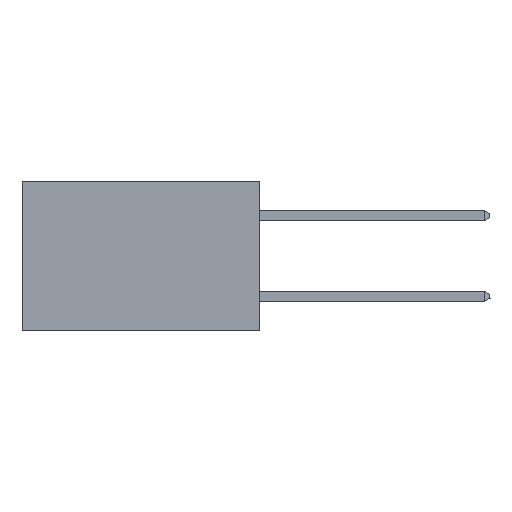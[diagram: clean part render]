
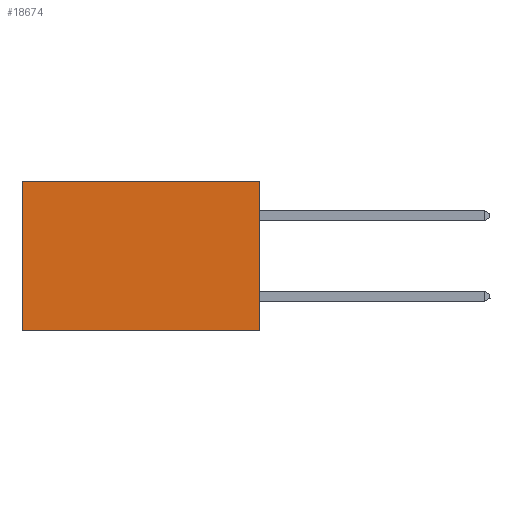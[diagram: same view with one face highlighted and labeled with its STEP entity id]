
A CAD part, left-side view. The second image highlights one B-rep face of the part: STEP entity #18674.
In plain terms, the highlighted planar face has unit normal (-1, 0, 0).
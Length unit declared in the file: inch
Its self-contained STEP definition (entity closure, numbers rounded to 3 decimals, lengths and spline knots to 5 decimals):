
#10 = FACE_OUTER_BOUND ( 'NONE', #2910, .T. ) ;
#1212 = VERTEX_POINT ( 'NONE', #18116 ) ;
#2910 = EDGE_LOOP ( 'NONE', ( #11696, #22605, #6892, #12406 ) ) ;
#2984 = VERTEX_POINT ( 'NONE', #23268 ) ;
#3262 = DIRECTION ( 'NONE',  ( 0., 1., 0. ) ) ;
#3293 = VERTEX_POINT ( 'NONE', #15482 ) ;
#3361 = AXIS2_PLACEMENT_3D ( 'NONE', #18953, #11409, #24564 ) ;
#3585 = EDGE_CURVE ( 'NONE', #2984, #1212, #19440, .T. ) ;
#3766 = DIRECTION ( 'NONE',  ( 0., 0., -1. ) ) ;
#4066 = DIRECTION ( 'NONE',  ( 0., 0., -1. ) ) ;
#5032 = CARTESIAN_POINT ( 'NONE',  ( 0.277, 0., -0.37 ) ) ;
#6892 = ORIENTED_EDGE ( 'NONE', *, *, #21807, .F. ) ;
#10998 = EDGE_CURVE ( 'NONE', #18452, #1212, #19696, .T. ) ;
#11409 = DIRECTION ( 'NONE',  ( 1., 0., 0. ) ) ;
#11540 = VECTOR ( 'NONE', #17446, 39.37008 ) ;
#11696 = ORIENTED_EDGE ( 'NONE', *, *, #3585, .T. ) ;
#12406 = ORIENTED_EDGE ( 'NONE', *, *, #22331, .T. ) ;
#12795 = CARTESIAN_POINT ( 'NONE',  ( 0.277, 0., -0.37 ) ) ;
#14392 = VECTOR ( 'NONE', #4066, 39.37008 ) ;
#15482 = CARTESIAN_POINT ( 'NONE',  ( 0.277, 0., 0. ) ) ;
#15534 = CARTESIAN_POINT ( 'NONE',  ( 0.277, 0., 0. ) ) ;
#17118 = CARTESIAN_POINT ( 'NONE',  ( 0.277, 0., -0.37 ) ) ;
#17446 = DIRECTION ( 'NONE',  ( 0., 1., 0. ) ) ;
#18116 = CARTESIAN_POINT ( 'NONE',  ( 0.277, 0.59, -0.37 ) ) ;
#18381 = VECTOR ( 'NONE', #3766, 39.37008 ) ;
#18452 = VERTEX_POINT ( 'NONE', #5032 ) ;
#18674 = ADVANCED_FACE ( 'NONE', ( #10 ), #22660, .F. ) ;
#18953 = CARTESIAN_POINT ( 'NONE',  ( 0.277, 0., -0.37 ) ) ;
#19141 = VECTOR ( 'NONE', #3262, 39.37008 ) ;
#19440 = LINE ( 'NONE', #24425, #14392 ) ;
#19696 = LINE ( 'NONE', #12795, #19141 ) ;
#21541 = LINE ( 'NONE', #15534, #11540 ) ;
#21807 = EDGE_CURVE ( 'NONE', #3293, #18452, #23321, .T. ) ;
#22331 = EDGE_CURVE ( 'NONE', #3293, #2984, #21541, .T. ) ;
#22605 = ORIENTED_EDGE ( 'NONE', *, *, #10998, .F. ) ;
#22660 = PLANE ( 'NONE',  #3361 ) ;
#23268 = CARTESIAN_POINT ( 'NONE',  ( 0.277, 0.59, 0. ) ) ;
#23321 = LINE ( 'NONE', #17118, #18381 ) ;
#24425 = CARTESIAN_POINT ( 'NONE',  ( 0.277, 0.59, -0.37 ) ) ;
#24564 = DIRECTION ( 'NONE',  ( 0., 0., -1. ) ) ;
